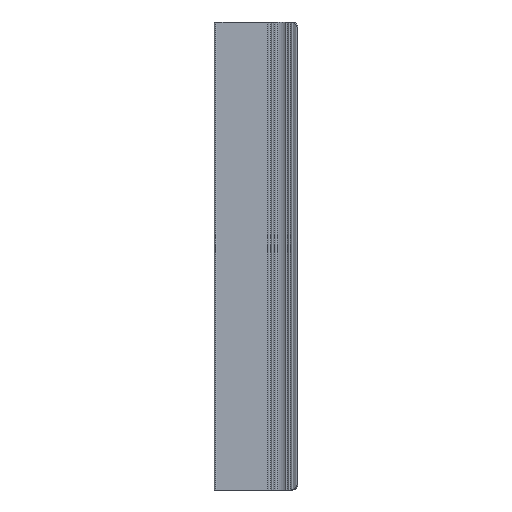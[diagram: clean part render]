
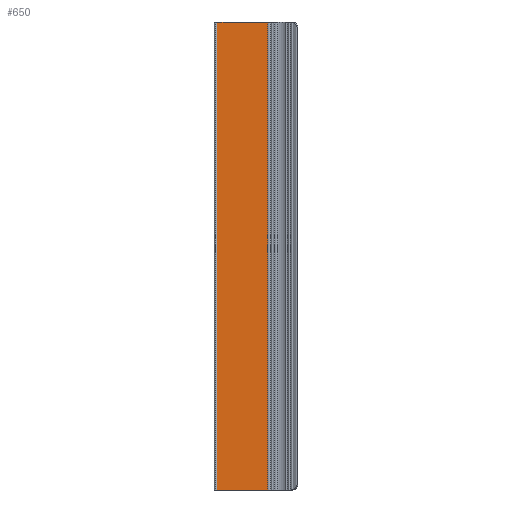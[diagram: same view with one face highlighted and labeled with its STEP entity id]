
A CAD part, front view. The second image highlights one B-rep face of the part: STEP entity #650.
In plain terms, the highlighted planar face has unit normal (0, -1, 0).
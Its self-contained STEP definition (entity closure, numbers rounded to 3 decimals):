
#31=PLANE('',#736);
#88=FACE_OUTER_BOUND('',#124,.T.);
#124=EDGE_LOOP('',(#583,#584,#585,#586));
#147=LINE('',#1071,#203);
#181=LINE('',#1169,#237);
#182=LINE('',#1173,#238);
#183=LINE('',#1174,#239);
#203=VECTOR('',#815,10.);
#237=VECTOR('',#917,10.);
#238=VECTOR('',#922,10.);
#239=VECTOR('',#923,10.);
#302=VERTEX_POINT('',#1068);
#303=VERTEX_POINT('',#1070);
#333=VERTEX_POINT('',#1168);
#334=VERTEX_POINT('',#1172);
#375=EDGE_CURVE('',#303,#302,#147,.T.);
#424=EDGE_CURVE('',#333,#303,#181,.T.);
#426=EDGE_CURVE('',#334,#302,#182,.T.);
#427=EDGE_CURVE('',#333,#334,#183,.T.);
#583=ORIENTED_EDGE('',*,*,#375,.T.);
#584=ORIENTED_EDGE('',*,*,#426,.F.);
#585=ORIENTED_EDGE('',*,*,#427,.F.);
#586=ORIENTED_EDGE('',*,*,#424,.T.);
#650=ADVANCED_FACE('',(#88),#31,.T.);
#736=AXIS2_PLACEMENT_3D('',#1171,#920,#921);
#815=DIRECTION('',(-1.,0.,0.));
#917=DIRECTION('',(0.,0.,1.));
#920=DIRECTION('center_axis',(0.,-1.,0.));
#921=DIRECTION('ref_axis',(0.,0.,-1.));
#922=DIRECTION('',(0.,0.,1.));
#923=DIRECTION('',(-1.,0.,0.));
#1068=CARTESIAN_POINT('',(2.11,24.398,200.));
#1070=CARTESIAN_POINT('',(23.81,24.398,200.));
#1071=CARTESIAN_POINT('',(23.81,24.398,200.));
#1168=CARTESIAN_POINT('',(23.81,24.398,0.));
#1169=CARTESIAN_POINT('',(23.81,24.398,0.));
#1171=CARTESIAN_POINT('Origin',(23.81,24.398,0.));
#1172=CARTESIAN_POINT('',(2.11,24.398,0.));
#1173=CARTESIAN_POINT('',(2.11,24.398,0.));
#1174=CARTESIAN_POINT('',(23.81,24.398,0.));
